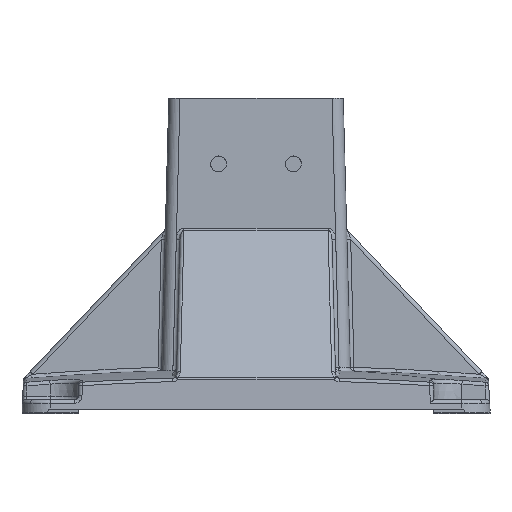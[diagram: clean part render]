
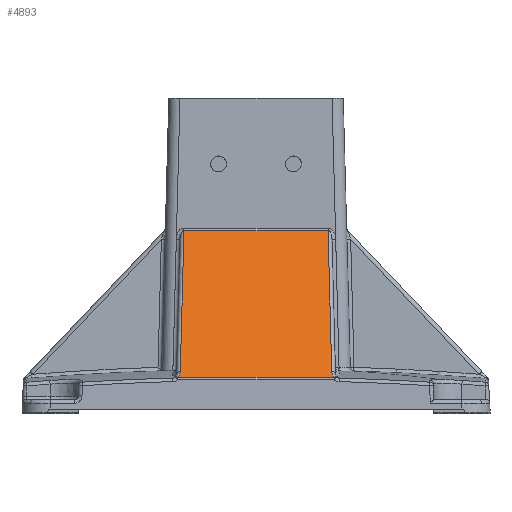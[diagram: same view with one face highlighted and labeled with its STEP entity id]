
A CAD part, top view. The second image highlights one B-rep face of the part: STEP entity #4893.
In plain terms, the highlighted planar face has unit normal (0, 0.689, 0.725).
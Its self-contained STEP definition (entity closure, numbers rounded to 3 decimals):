
#799 = CARTESIAN_POINT ( 'NONE',  ( 40.456, 20.052, 120.705 ) ) ;
#830 = CARTESIAN_POINT ( 'NONE',  ( -41.751, 16.978, 123.629 ) ) ;
#1099 = CARTESIAN_POINT ( 'NONE',  ( 40.491, 18.718, 121.974 ) ) ;
#1586 = DIRECTION ( 'NONE',  ( -0.019, -0.725, 0.689 ) ) ;
#1814 = CARTESIAN_POINT ( 'NONE',  ( -40.889, 18.189, 122.477 ) ) ;
#2100 = DIRECTION ( 'NONE',  ( 1., 0., 0. ) ) ;
#2265 = DIRECTION ( 'NONE',  ( -0.019, 0.725, -0.689 ) ) ;
#2415 = CARTESIAN_POINT ( 'NONE',  ( -41.751, 16.978, 123.629 ) ) ;
#2453 = ORIENTED_EDGE ( 'NONE', *, *, #8144, .T. ) ;
#2534 = CARTESIAN_POINT ( 'NONE',  ( 40.456, 20.052, 120.705 ) ) ;
#2803 = VERTEX_POINT ( 'NONE', #2415 ) ;
#3381 = CARTESIAN_POINT ( 'NONE',  ( 40.577, 18.97, 121.734 ) ) ;
#3509 = CARTESIAN_POINT ( 'NONE',  ( 41.021, 17.93, 122.723 ) ) ;
#3527 = FACE_OUTER_BOUND ( 'NONE', #11301, .T. ) ;
#3647 = CARTESIAN_POINT ( 'NONE',  ( -40.456, 20.052, 120.705 ) ) ;
#3798 = CARTESIAN_POINT ( 'NONE',  ( 41.751, 16.978, 123.629 ) ) ;
#3827 = CARTESIAN_POINT ( 'NONE',  ( -40.577, 18.97, 121.734 ) ) ;
#4049 = EDGE_CURVE ( 'NONE', #5945, #2803, #7222, .T. ) ;
#4251 = EDGE_CURVE ( 'NONE', #10226, #11535, #9726, .T. ) ;
#4596 = CARTESIAN_POINT ( 'NONE',  ( 38.48, 95.493, 48.963 ) ) ;
#4719 = ORIENTED_EDGE ( 'NONE', *, *, #8314, .T. ) ;
#4893 = ADVANCED_FACE ( 'NONE', ( #3527 ), #8318, .F. ) ;
#5168 = CARTESIAN_POINT ( 'NONE',  ( 41.34, 17.437, 123.193 ) ) ;
#5350 = CARTESIAN_POINT ( 'NONE',  ( 41.528, 17.2, 123.418 ) ) ;
#5490 = CARTESIAN_POINT ( 'NONE',  ( -41.021, 17.93, 122.723 ) ) ;
#5894 = CARTESIAN_POINT ( 'NONE',  ( -38.48, 95.493, 48.963 ) ) ;
#5945 = VERTEX_POINT ( 'NONE', #8033 ) ;
#6202 = VECTOR ( 'NONE', #2100, 1000. ) ;
#6285 = CARTESIAN_POINT ( 'NONE',  ( -125., 16.442, 124.138 ) ) ;
#6403 = VERTEX_POINT ( 'NONE', #4596 ) ;
#6655 = CARTESIAN_POINT ( 'NONE',  ( -41.34, 17.437, 123.193 ) ) ;
#6790 = VECTOR ( 'NONE', #2265, 1000. ) ;
#6874 = CARTESIAN_POINT ( 'NONE',  ( -125., 16.978, 123.629 ) ) ;
#7044 = CARTESIAN_POINT ( 'NONE',  ( -40.581, 15.282, 125.242 ) ) ;
#7222 = B_SPLINE_CURVE_WITH_KNOTS ( 'NONE', 3,
 ( #3647, #8384, #3827, #1814, #5490, #6655, #9246, #830 ),
 .UNSPECIFIED., .F., .F.,
 ( 4, 2, 2, 4 ),
 ( 0., 0.002, 0.003, 0.004 ),
 .UNSPECIFIED. ) ;
#7318 = ORIENTED_EDGE ( 'NONE', *, *, #4049, .T. ) ;
#7448 = ORIENTED_EDGE ( 'NONE', *, *, #9584, .T. ) ;
#7474 = ORIENTED_EDGE ( 'NONE', *, *, #9378, .T. ) ;
#7523 = AXIS2_PLACEMENT_3D ( 'NONE', #6285, #10958, #10041 ) ;
#8033 = CARTESIAN_POINT ( 'NONE',  ( -40.456, 20.052, 120.705 ) ) ;
#8051 = VERTEX_POINT ( 'NONE', #5894 ) ;
#8130 = VECTOR ( 'NONE', #1586, 1000. ) ;
#8144 = EDGE_CURVE ( 'NONE', #2803, #10226, #10574, .T. ) ;
#8314 = EDGE_CURVE ( 'NONE', #11535, #6403, #8650, .T. ) ;
#8318 = PLANE ( 'NONE',  #7523 ) ;
#8384 = CARTESIAN_POINT ( 'NONE',  ( -40.47, 19.505, 121.226 ) ) ;
#8650 = LINE ( 'NONE', #1099, #6790 ) ;
#9049 = CARTESIAN_POINT ( 'NONE',  ( 40.47, 19.505, 121.226 ) ) ;
#9164 = DIRECTION ( 'NONE',  ( -1., 0., 0. ) ) ;
#9211 = ORIENTED_EDGE ( 'NONE', *, *, #4251, .T. ) ;
#9246 = CARTESIAN_POINT ( 'NONE',  ( -41.528, 17.2, 123.418 ) ) ;
#9378 = EDGE_CURVE ( 'NONE', #8051, #5945, #9996, .T. ) ;
#9584 = EDGE_CURVE ( 'NONE', #6403, #8051, #10072, .T. ) ;
#9726 = B_SPLINE_CURVE_WITH_KNOTS ( 'NONE', 3,
 ( #11919, #5350, #5168, #3509, #9903, #3381, #9049, #2534 ),
 .UNSPECIFIED., .F., .F.,
 ( 4, 2, 2, 4 ),
 ( 0., 0.001, 0.002, 0.005 ),
 .UNSPECIFIED. ) ;
#9903 = CARTESIAN_POINT ( 'NONE',  ( 40.889, 18.189, 122.477 ) ) ;
#9996 = LINE ( 'NONE', #7044, #8130 ) ;
#10041 = DIRECTION ( 'NONE',  ( 0., 0.725, -0.689 ) ) ;
#10072 = LINE ( 'NONE', #12094, #11283 ) ;
#10226 = VERTEX_POINT ( 'NONE', #3798 ) ;
#10574 = LINE ( 'NONE', #6874, #6202 ) ;
#10958 = DIRECTION ( 'NONE',  ( 0., -0.689, -0.725 ) ) ;
#11283 = VECTOR ( 'NONE', #9164, 1000. ) ;
#11301 = EDGE_LOOP ( 'NONE', ( #7448, #7474, #7318, #2453, #9211, #4719 ) ) ;
#11535 = VERTEX_POINT ( 'NONE', #799 ) ;
#11919 = CARTESIAN_POINT ( 'NONE',  ( 41.751, 16.978, 123.629 ) ) ;
#12094 = CARTESIAN_POINT ( 'NONE',  ( -125., 95.493, 48.963 ) ) ;
